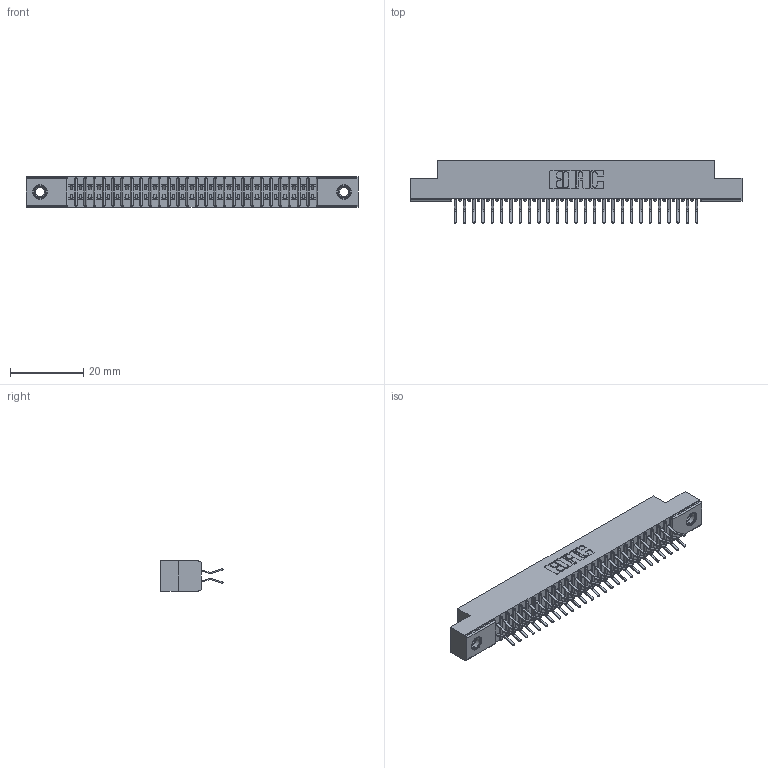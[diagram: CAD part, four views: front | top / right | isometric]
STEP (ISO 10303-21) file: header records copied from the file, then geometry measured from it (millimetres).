
FILE_DESCRIPTION (( 'STEP AP203' ), '1' );
FILE_NAME ('341-054-556-207.STEP', '2018-08-07T14:31:24', ( '' ), ( '' ), 'SwSTEP 2.0', 'SolidWorks 2016', '' );
FILE_SCHEMA (( 'CONFIG_CONTROL_DESIGN' ));
Length unit declared in the file: inch
Products named in the file (4): 341-292-001_341-292-156; 345-250-001_345-250-005-103; 341-054-556-207; 341 Part_.156 (3.96) Dia Mounting Holes
Assembly tree (57 placements, depth 2):
  341-054-556-207
    341 Part_.156 (3.96) Dia Mounting Holes
    341-292-001_341-292-156  x54
    345-250-001_345-250-005-103  x2
Bounding box: 90.81 x 17.07 x 8.38 mm (x, y, z)
Volume: 5159.7 mm3; surface area: 11217.4 mm2
Topology: 57 solids, 57 shells, 3956 faces, 11441 edges, 7418 vertices
Faces by surface type: plane 2260, cylinder 1572, sphere 56, torus 56, cone 12
Entity records: 35999 total; most frequent: CARTESIAN_POINT 5968, ORIENTED_EDGE 5922, DIRECTION 5817, EDGE_CURVE 2961, VECTOR 2367, LINE 2367, VERTEX_POINT 1876, AXIS2_PLACEMENT_3D 1725
